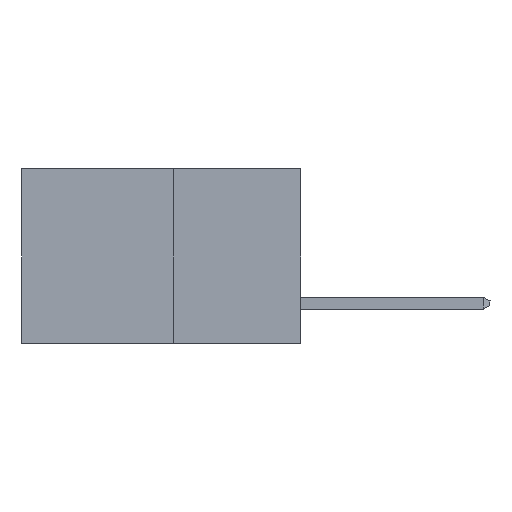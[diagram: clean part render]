
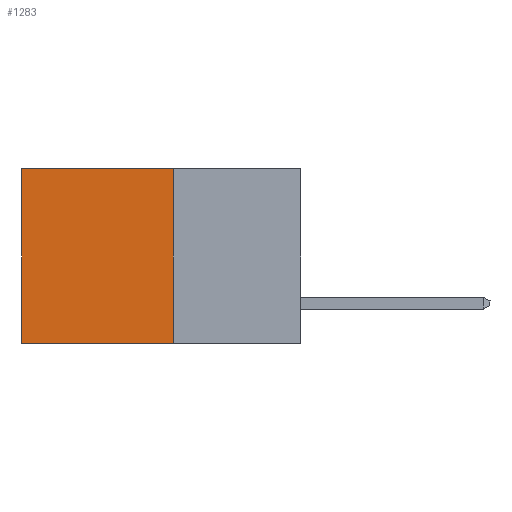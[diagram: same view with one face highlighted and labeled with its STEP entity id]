
A CAD part, left-side view. The second image highlights one B-rep face of the part: STEP entity #1283.
In plain terms, the highlighted planar face has unit normal (-1, 0, 0).
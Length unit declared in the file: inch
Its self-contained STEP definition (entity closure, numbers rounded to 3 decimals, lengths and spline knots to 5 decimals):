
#56 = EDGE_CURVE ( 'NONE', #16433, #12793, #1191, .T. ) ;
#739 = CARTESIAN_POINT ( 'NONE',  ( 0.277, 0.27, -0.37 ) ) ;
#856 = CARTESIAN_POINT ( 'NONE',  ( 0.277, 0.59, 0. ) ) ;
#1191 = LINE ( 'NONE', #2627, #10525 ) ;
#1283 = ADVANCED_FACE ( 'NONE', ( #11309 ), #11638, .F. ) ;
#1334 = EDGE_CURVE ( 'NONE', #3636, #10782, #7564, .T. ) ;
#1589 = CARTESIAN_POINT ( 'NONE',  ( 0.277, 0.27, -0.37 ) ) ;
#2043 = LINE ( 'NONE', #7769, #5491 ) ;
#2627 = CARTESIAN_POINT ( 'NONE',  ( 0.277, 0.59, -0.37 ) ) ;
#2858 = LINE ( 'NONE', #8351, #5834 ) ;
#3636 = VERTEX_POINT ( 'NONE', #4944 ) ;
#4285 = CARTESIAN_POINT ( 'NONE',  ( 0.277, 0.59, -0.37 ) ) ;
#4944 = CARTESIAN_POINT ( 'NONE',  ( 0.277, 0.27, 0. ) ) ;
#5491 = VECTOR ( 'NONE', #16516, 39.37008 ) ;
#5834 = VECTOR ( 'NONE', #13428, 39.37008 ) ;
#7351 = DIRECTION ( 'NONE',  ( 1., 0., 0. ) ) ;
#7564 = LINE ( 'NONE', #739, #8341 ) ;
#7613 = DIRECTION ( 'NONE',  ( 0., 0., -1. ) ) ;
#7769 = CARTESIAN_POINT ( 'NONE',  ( 0.277, 0.27, -0.37 ) ) ;
#8341 = VECTOR ( 'NONE', #10501, 39.37008 ) ;
#8351 = CARTESIAN_POINT ( 'NONE',  ( 0.277, 0.27, 0. ) ) ;
#9382 = EDGE_CURVE ( 'NONE', #10782, #12793, #2043, .T. ) ;
#10501 = DIRECTION ( 'NONE',  ( 0., 0., -1. ) ) ;
#10525 = VECTOR ( 'NONE', #15326, 39.37008 ) ;
#10782 = VERTEX_POINT ( 'NONE', #1589 ) ;
#10952 = CARTESIAN_POINT ( 'NONE',  ( 0.277, 0.27, -0.37 ) ) ;
#11309 = FACE_OUTER_BOUND ( 'NONE', #11840, .T. ) ;
#11638 = PLANE ( 'NONE',  #15432 ) ;
#11840 = EDGE_LOOP ( 'NONE', ( #14700, #16040, #16023, #14959 ) ) ;
#12793 = VERTEX_POINT ( 'NONE', #4285 ) ;
#13428 = DIRECTION ( 'NONE',  ( 0., 1., 0. ) ) ;
#14641 = EDGE_CURVE ( 'NONE', #3636, #16433, #2858, .T. ) ;
#14700 = ORIENTED_EDGE ( 'NONE', *, *, #56, .T. ) ;
#14959 = ORIENTED_EDGE ( 'NONE', *, *, #14641, .T. ) ;
#15326 = DIRECTION ( 'NONE',  ( 0., 0., -1. ) ) ;
#15432 = AXIS2_PLACEMENT_3D ( 'NONE', #10952, #7351, #7613 ) ;
#16023 = ORIENTED_EDGE ( 'NONE', *, *, #1334, .F. ) ;
#16040 = ORIENTED_EDGE ( 'NONE', *, *, #9382, .F. ) ;
#16433 = VERTEX_POINT ( 'NONE', #856 ) ;
#16516 = DIRECTION ( 'NONE',  ( 0., 1., 0. ) ) ;
